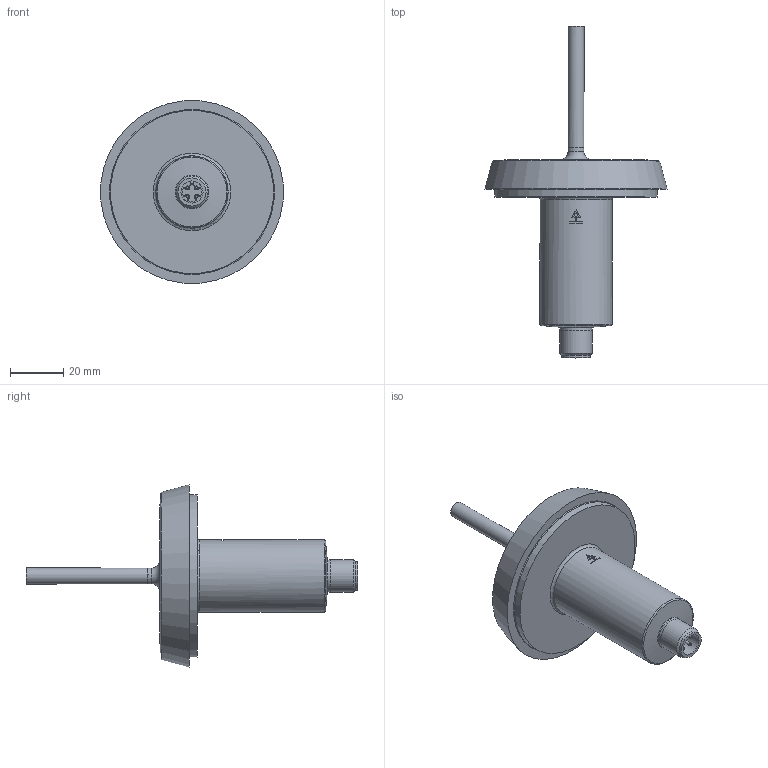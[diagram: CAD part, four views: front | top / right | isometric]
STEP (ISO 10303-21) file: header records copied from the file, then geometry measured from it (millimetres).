
FILE_DESCRIPTION(/* description */ (''),/* implementation_level */ '2;1');
FILE_NAME(/* name */ 'FXFF016',/* time_stamp */ '2016-11-18T13:58:10+01:00',/* author */ ('Zimmermann'),/* organization */ ('wenglor fluid GmbH'),/* preprocessor_version */ 'ST-DEVELOPER v16.7',/* originating_system */ 'DEX',/* authorisation */ $);
FILE_SCHEMA (('AUTOMOTIVE_DESIGN {1 0 10303 214 3 1 1}'));
Length unit declared in the file: millimetre
Products named in the file (1): TK_FXFF016
Bounding box: 68.24 x 124.2 x 68.24 mm (x, y, z)
Volume: 75484.8 mm3; surface area: 16125.2 mm2
Topology: 1 solids, 5 shells, 107 faces, 264 edges, 174 vertices
Faces by surface type: cylinder 46, plane 41, cone 12, torus 7, sphere 1
Full cylindrical faces by diameter (mm): 0.25 x8, 1 x4, 4 x2, 5 x1, 5.44 x1, 6 x1, 8.3 x1, 9.4 x1, 9.5 x1, 9.9 x1, 10 x1, 10.5 x1, 12 x2, 27 x1, 61 x1
Entity records: 4185 total; most frequent: CARTESIAN_POINT 1088, DIRECTION 519, ORIENTED_EDGE 382, AXIS2_PLACEMENT_3D 225, EDGE_CURVE 191, EDGE_LOOP 183, FACE_BOUND 183, VERTEX_POINT 150
